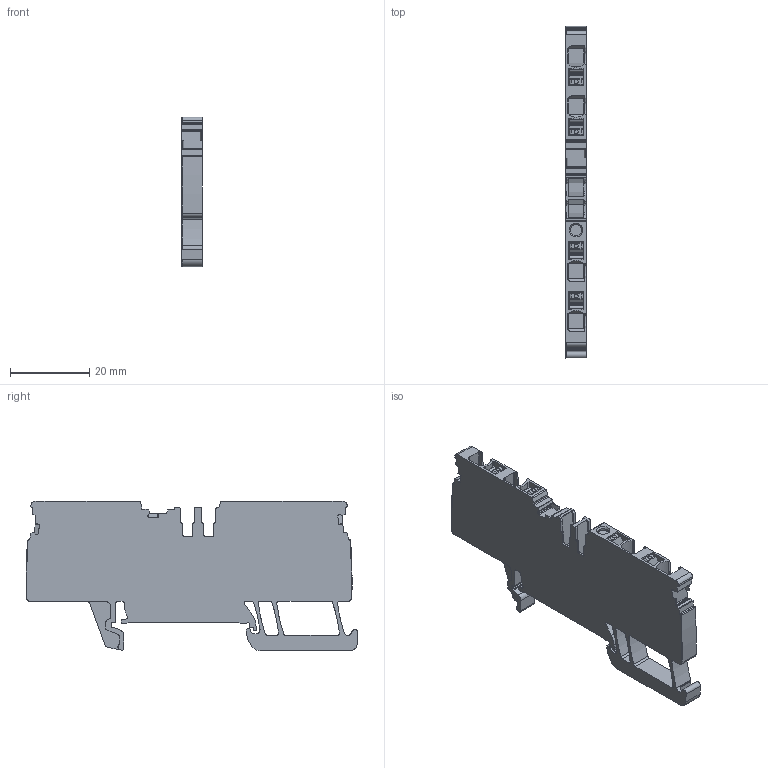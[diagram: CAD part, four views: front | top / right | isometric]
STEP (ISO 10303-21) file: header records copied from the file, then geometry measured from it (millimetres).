
FILE_DESCRIPTION(('CATIA V5 STEP Exchange','CAx-IF Rec.Pracs.--- Model Styling and Organization---1.5--- 2016-08-15','CAx-IF Rec.Pracs.---Supplemental Geometry---1.0---2011-11-01','CAx-IF Rec.Pracs.--- Composite Materials ---1.1---2010-07-15'),'2;1');
FILE_NAME ('2100954-1_0', '2024-11-12T09:22:29+00:00', ('none'), ('Weidmueller'), 'CATIA Version 5-6 Release 2022 SP4 HF5', 'CATIA V5 STEP AP214 v3', 'none');
FILE_SCHEMA(('AUTOMOTIVE_DESIGN { 1 0 10303 214 1 1 1 1 }'));
Length unit declared in the file: millimetre
Products named in the file (1): 3109320000
Bounding box: 5.1 x 83.59 x 37.65 mm (x, y, z)
Volume: 10739.9 mm3; surface area: 7502.9 mm2
Topology: 1 solids, 1 shells, 849 faces, 2366 edges, 1526 vertices
Faces by surface type: cylinder 368, plane 294, extrusion 124, bspline 32, torus 27, cone 2, sphere 2
Entity records: 29576 total; most frequent: CARTESIAN_POINT 8054, ORIENTED_EDGE 4728, DIRECTION 3398, EDGE_CURVE 2364, VERTEX_POINT 1526, VECTOR 1516, LINE 1392, AXIS2_PLACEMENT_3D 1259
